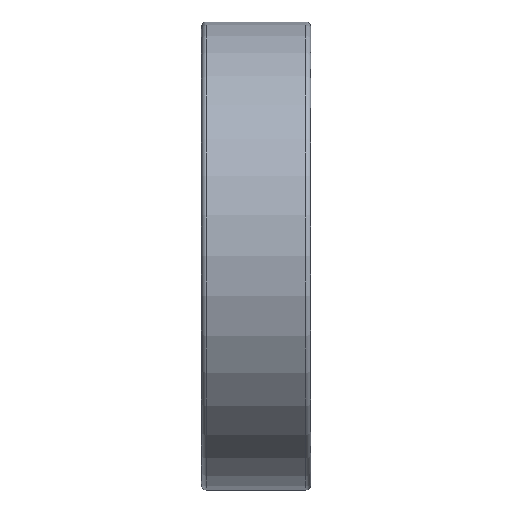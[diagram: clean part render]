
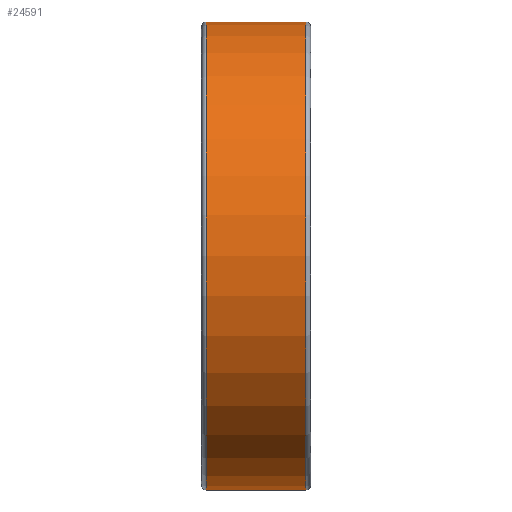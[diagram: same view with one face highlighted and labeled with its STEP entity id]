
A CAD part, top view. The second image highlights one B-rep face of the part: STEP entity #24591.
In plain terms, the highlighted cylindrical face has radius 15 mm (diameter 30 mm), a partial arc.
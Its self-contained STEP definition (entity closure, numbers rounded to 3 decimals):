
#13104=DIRECTION('',(-1.,0.,0.));
#13105=VECTOR('',#13104,6.4);
#13106=CARTESIAN_POINT('',(3.2,15.,0.));
#13107=LINE('',#13106,#13105);
#13111=DIRECTION('',(-1.,0.,0.));
#13112=VECTOR('',#13111,6.4);
#13113=CARTESIAN_POINT('',(3.2,-15.,0.));
#13114=LINE('',#13113,#13112);
#13126=CARTESIAN_POINT('',(3.2,0.,0.));
#13127=DIRECTION('',(1.,0.,0.));
#13128=DIRECTION('',(0.,1.,0.));
#13129=AXIS2_PLACEMENT_3D('',#13126,#13127,#13128);
#13134=CARTESIAN_POINT('',(-3.2,0.,0.));
#13135=DIRECTION('',(1.,0.,0.));
#13136=DIRECTION('',(0.,1.,0.));
#13137=AXIS2_PLACEMENT_3D('',#13134,#13135,#13136);
#21155=CARTESIAN_POINT('',(3.2,15.,0.));
#21156=CARTESIAN_POINT('',(-3.2,15.,0.));
#21157=VERTEX_POINT('',#21155);
#21158=VERTEX_POINT('',#21156);
#21167=CARTESIAN_POINT('',(3.2,-15.,0.));
#21168=CARTESIAN_POINT('',(-3.2,-15.,0.));
#21169=VERTEX_POINT('',#21167);
#21170=VERTEX_POINT('',#21168);
#24579=CARTESIAN_POINT('',(-3.85,0.,0.));
#24580=DIRECTION('',(1.,0.,0.));
#24581=DIRECTION('',(0.,-1.,0.));
#24582=AXIS2_PLACEMENT_3D('',#24579,#24580,#24581);
#24583=CYLINDRICAL_SURFACE('',#24582,15.);
#24584=ORIENTED_EDGE('',*,*,#24569,.F.);
#24585=ORIENTED_EDGE('',*,*,#24546,.T.);
#24586=ORIENTED_EDGE('',*,*,#24573,.T.);
#24588=ORIENTED_EDGE('',*,*,#24587,.F.);
#24589=EDGE_LOOP('',(#24584,#24585,#24586,#24588));
#24590=FACE_OUTER_BOUND('',#24589,.F.);
#13130=CIRCLE('',#13129,15.);
#13138=CIRCLE('',#13137,15.);
#24546=EDGE_CURVE('',#21157,#21169,#13130,.T.);
#24569=EDGE_CURVE('',#21157,#21158,#13107,.T.);
#24573=EDGE_CURVE('',#21169,#21170,#13114,.T.);
#24587=EDGE_CURVE('',#21158,#21170,#13138,.T.);
#24591=ADVANCED_FACE('',(#24590),#24583,.T.);
